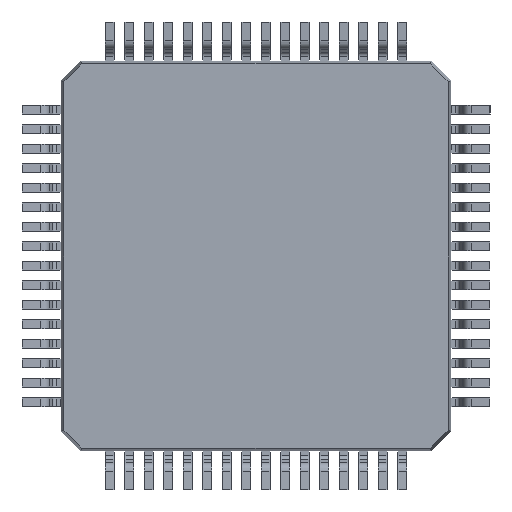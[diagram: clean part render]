
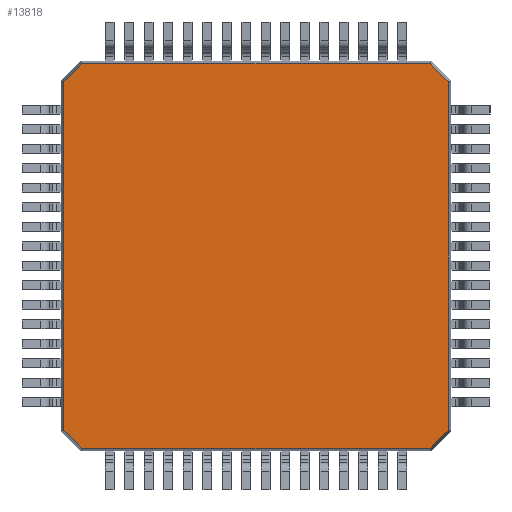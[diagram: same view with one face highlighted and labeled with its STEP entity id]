
A CAD part, front view. The second image highlights one B-rep face of the part: STEP entity #13818.
In plain terms, the highlighted planar face has unit normal (0, -1, 0).
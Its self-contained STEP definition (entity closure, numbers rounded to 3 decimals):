
#268 = DIRECTION ( 'NONE',  ( 0.707, 0., 0.707 ) ) ;
#994 = VECTOR ( 'NONE', #26252, 1000. ) ;
#1205 = LINE ( 'NONE', #20611, #7429 ) ;
#1400 = DIRECTION ( 'NONE',  ( 0.707, 0., -0.707 ) ) ;
#1679 = CARTESIAN_POINT ( 'NONE',  ( -4.469, -0.428, 4.925 ) ) ;
#2921 = EDGE_CURVE ( 'NONE', #26253, #18495, #17954, .T. ) ;
#2989 = VERTEX_POINT ( 'NONE', #1679 ) ;
#2999 = EDGE_CURVE ( 'NONE', #12699, #14394, #3747, .T. ) ;
#3183 = ORIENTED_EDGE ( 'NONE', *, *, #2921, .F. ) ;
#3361 = FACE_OUTER_BOUND ( 'NONE', #27187, .T. ) ;
#3747 = LINE ( 'NONE', #3919, #13143 ) ;
#3919 = CARTESIAN_POINT ( 'NONE',  ( -4.925, -0.428, 4.5 ) ) ;
#5203 = DIRECTION ( 'NONE',  ( -0.707, 0., 0.707 ) ) ;
#5205 = ORIENTED_EDGE ( 'NONE', *, *, #25389, .F. ) ;
#5320 = VERTEX_POINT ( 'NONE', #15086 ) ;
#7429 = VECTOR ( 'NONE', #27016, 1000. ) ;
#7530 = VECTOR ( 'NONE', #1400, 1000. ) ;
#8430 = VECTOR ( 'NONE', #17652, 1000. ) ;
#8436 = ORIENTED_EDGE ( 'NONE', *, *, #24563, .F. ) ;
#8633 = LINE ( 'NONE', #28206, #994 ) ;
#8661 = DIRECTION ( 'NONE',  ( 0., 0., 1. ) ) ;
#9073 = VERTEX_POINT ( 'NONE', #19290 ) ;
#10385 = LINE ( 'NONE', #23729, #22862 ) ;
#11038 = CARTESIAN_POINT ( 'NONE',  ( -4.447, -0.428, 4.947 ) ) ;
#11662 = VECTOR ( 'NONE', #5203, 1000. ) ;
#11747 = CARTESIAN_POINT ( 'NONE',  ( 4.925, -0.428, -4.469 ) ) ;
#12271 = CARTESIAN_POINT ( 'NONE',  ( -4.925, -0.428, 4.469 ) ) ;
#12330 = ORIENTED_EDGE ( 'NONE', *, *, #2999, .F. ) ;
#12699 = VERTEX_POINT ( 'NONE', #15722 ) ;
#13143 = VECTOR ( 'NONE', #8661, 1000. ) ;
#13499 = AXIS2_PLACEMENT_3D ( 'NONE', #16090, #18336, #27238 ) ;
#13818 = ADVANCED_FACE ( 'NONE', ( #3361 ), #26864, .F. ) ;
#14394 = VERTEX_POINT ( 'NONE', #12271 ) ;
#14404 = LINE ( 'NONE', #11038, #27582 ) ;
#14657 = EDGE_CURVE ( 'NONE', #14394, #2989, #14404, .T. ) ;
#14702 = CARTESIAN_POINT ( 'NONE',  ( 4.947, -0.428, 4.447 ) ) ;
#14724 = ORIENTED_EDGE ( 'NONE', *, *, #22772, .F. ) ;
#14747 = EDGE_CURVE ( 'NONE', #5320, #9073, #1205, .T. ) ;
#15086 = CARTESIAN_POINT ( 'NONE',  ( 4.469, -0.428, -4.925 ) ) ;
#15722 = CARTESIAN_POINT ( 'NONE',  ( -4.925, -0.428, -4.469 ) ) ;
#16090 = CARTESIAN_POINT ( 'NONE',  ( 0., -0.428, 0. ) ) ;
#16138 = LINE ( 'NONE', #20540, #11662 ) ;
#17652 = DIRECTION ( 'NONE',  ( -0.707, 0., -0.707 ) ) ;
#17954 = LINE ( 'NONE', #14702, #7530 ) ;
#18336 = DIRECTION ( 'NONE',  ( 0., 1., 0. ) ) ;
#18419 = ORIENTED_EDGE ( 'NONE', *, *, #14747, .F. ) ;
#18495 = VERTEX_POINT ( 'NONE', #24335 ) ;
#19290 = CARTESIAN_POINT ( 'NONE',  ( -4.469, -0.428, -4.925 ) ) ;
#20540 = CARTESIAN_POINT ( 'NONE',  ( -4.947, -0.428, -4.447 ) ) ;
#20611 = CARTESIAN_POINT ( 'NONE',  ( -4.5, -0.428, -4.925 ) ) ;
#20909 = LINE ( 'NONE', #24119, #8430 ) ;
#22443 = VERTEX_POINT ( 'NONE', #11747 ) ;
#22772 = EDGE_CURVE ( 'NONE', #18495, #22443, #8633, .T. ) ;
#22862 = VECTOR ( 'NONE', #28193, 1000. ) ;
#22987 = EDGE_CURVE ( 'NONE', #2989, #26253, #10385, .T. ) ;
#23642 = ORIENTED_EDGE ( 'NONE', *, *, #22987, .F. ) ;
#23729 = CARTESIAN_POINT ( 'NONE',  ( 4.5, -0.428, 4.925 ) ) ;
#24119 = CARTESIAN_POINT ( 'NONE',  ( 4.447, -0.428, -4.947 ) ) ;
#24335 = CARTESIAN_POINT ( 'NONE',  ( 4.925, -0.428, 4.469 ) ) ;
#24563 = EDGE_CURVE ( 'NONE', #9073, #12699, #16138, .T. ) ;
#25385 = CARTESIAN_POINT ( 'NONE',  ( 4.469, -0.428, 4.925 ) ) ;
#25389 = EDGE_CURVE ( 'NONE', #22443, #5320, #20909, .T. ) ;
#26252 = DIRECTION ( 'NONE',  ( 0., 0., -1. ) ) ;
#26253 = VERTEX_POINT ( 'NONE', #25385 ) ;
#26864 = PLANE ( 'NONE',  #13499 ) ;
#27016 = DIRECTION ( 'NONE',  ( -1., 0., 0. ) ) ;
#27187 = EDGE_LOOP ( 'NONE', ( #12330, #8436, #18419, #5205, #14724, #3183, #23642, #28364 ) ) ;
#27238 = DIRECTION ( 'NONE',  ( 0., 0., 1. ) ) ;
#27582 = VECTOR ( 'NONE', #268, 1000. ) ;
#28193 = DIRECTION ( 'NONE',  ( 1., 0., 0. ) ) ;
#28206 = CARTESIAN_POINT ( 'NONE',  ( 4.925, -0.428, -4.5 ) ) ;
#28364 = ORIENTED_EDGE ( 'NONE', *, *, #14657, .F. ) ;
